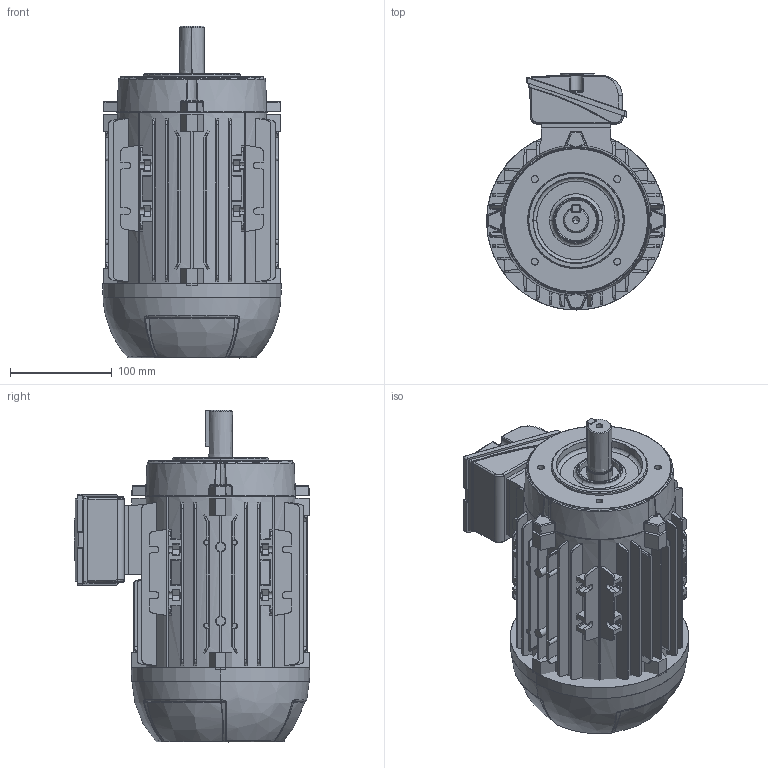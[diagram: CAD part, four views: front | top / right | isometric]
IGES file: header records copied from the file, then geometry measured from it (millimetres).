
Start section: SolidWorks IGES file using analytic representation for surfaces
Global section: file name: # IEC90 - B3T - M.igs; native system: SolidWorks 2020; preprocessor: SolidWorks 2020; author: dias; date: 220526.104104; units: millimetre
Bounding box: 176 x 232.22 x 326.9 mm (x, y, z)
Surface area: 435609.8 mm2 (no closed solid volume)
Topology: 0 solids, 0 shells, 1416 faces, 15163 edges, 15130 vertices
Faces by surface type: bspline 999, revolution 417
